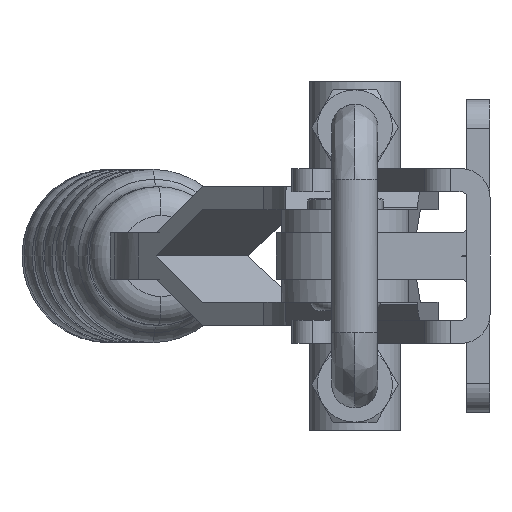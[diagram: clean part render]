
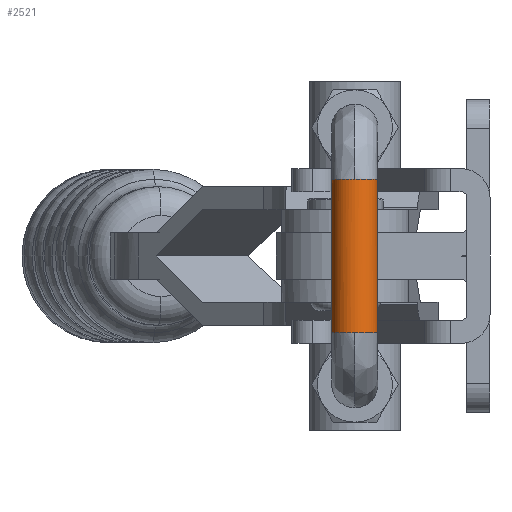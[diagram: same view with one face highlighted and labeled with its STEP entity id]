
A CAD part, left-side view. The second image highlights one B-rep face of the part: STEP entity #2521.
In plain terms, the highlighted cylindrical face has radius 4 mm (diameter 8 mm), a partial arc.
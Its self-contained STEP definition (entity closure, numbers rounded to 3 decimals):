
#615 = LINE ( 'NONE', #616, #1024 ) ;
#616 = CARTESIAN_POINT ( 'NONE',  ( -40.237, -15.39, -4. ) ) ;
#617 = DIRECTION ( 'NONE',  ( 0., 1., 0. ) ) ;
#660 = LINE ( 'NONE', #661, #1033 ) ;
#661 = CARTESIAN_POINT ( 'NONE',  ( -40.237, -15.39, 4. ) ) ;
#662 = DIRECTION ( 'NONE',  ( 0., 1., 0. ) ) ;
#1024 = VECTOR ( 'NONE', #617, 1000. ) ;
#1033 = VECTOR ( 'NONE', #662, 1000. ) ;
#2262 = EDGE_CURVE ( 'NONE', #3542, #3533, #8064, .T. ) ;
#2360 = EDGE_CURVE ( 'NONE', #3533, #3547, #8061, .T. ) ;
#2370 = EDGE_CURVE ( 'NONE', #3545, #3532, #8062, .T. ) ;
#2521 = ADVANCED_FACE ( 'NONE', ( #3959 ), #3956, .T. ) ;
#2571 = EDGE_CURVE ( 'NONE', #3532, #3543, #4607, .T. ) ;
#3069 = CARTESIAN_POINT ( 'NONE',  ( -40.237, -15.39, 4. ) ) ;
#3085 = CARTESIAN_POINT ( 'NONE',  ( -40.259, -15.39, 4. ) ) ;
#3086 = CARTESIAN_POINT ( 'NONE',  ( -40.28, -15.39, 4. ) ) ;
#3087 = CARTESIAN_POINT ( 'NONE',  ( -41.057, -15.39, 3.987 ) ) ;
#3088 = CARTESIAN_POINT ( 'NONE',  ( -41.806, -15.39, 3.749 ) ) ;
#3089 = CARTESIAN_POINT ( 'NONE',  ( -42.967, -15.39, 3. ) ) ;
#3090 = CARTESIAN_POINT ( 'NONE',  ( -43.883, -15.39, 2.003 ) ) ;
#3091 = CARTESIAN_POINT ( 'NONE',  ( -44.237, -15.39, 0.698 ) ) ;
#3092 = CARTESIAN_POINT ( 'NONE',  ( -44.237, -15.39, 0. ) ) ;
#3532 = VERTEX_POINT ( 'NONE', #7899 ) ;
#3533 = VERTEX_POINT ( 'NONE', #7900 ) ;
#3542 = VERTEX_POINT ( 'NONE', #7909 ) ;
#3543 = VERTEX_POINT ( 'NONE', #7910 ) ;
#3545 = VERTEX_POINT ( 'NONE', #7912 ) ;
#3547 = VERTEX_POINT ( 'NONE', #7914 ) ;
#3956 = CYLINDRICAL_SURFACE ( 'NONE', #3966, 4. ) ;
#3959 = FACE_OUTER_BOUND ( 'NONE', #6147, .T. ) ;
#3966 = AXIS2_PLACEMENT_3D ( 'NONE', #5093, #5094, #5095 ) ;
#4607 = B_SPLINE_CURVE_WITH_KNOTS ( 'NONE', 3,
 ( #7545, #7546, #7547, #7548, #7549, #7550, #7551, #7552, #7553 ),
 .UNSPECIFIED., .F., .F.,
 ( 4, 1, 2, 2, 4 ),
 ( 0., 0.333, 0.645, 0.99, 1. ),
 .UNSPECIFIED. ) ;
#5093 = CARTESIAN_POINT ( 'NONE',  ( -40.237, -15.39, 0. ) ) ;
#5094 = DIRECTION ( 'NONE',  ( 0., 1., 0. ) ) ;
#5095 = DIRECTION ( 'NONE',  ( 0., 0., 1. ) ) ;
#6147 = EDGE_LOOP ( 'NONE', ( #8837, #8838, #8807, #8720, #8858, #8860 ) ) ;
#7326 = EDGE_CURVE ( 'NONE', #3547, #3545, #615, .T. ) ;
#7337 = EDGE_CURVE ( 'NONE', #3542, #3543, #660, .T. ) ;
#7545 = CARTESIAN_POINT ( 'NONE',  ( -44.237, 11.11, 0. ) ) ;
#7546 = CARTESIAN_POINT ( 'NONE',  ( -44.237, 11.11, 0.698 ) ) ;
#7547 = CARTESIAN_POINT ( 'NONE',  ( -43.883, 11.11, 2.003 ) ) ;
#7548 = CARTESIAN_POINT ( 'NONE',  ( -42.967, 11.11, 3. ) ) ;
#7549 = CARTESIAN_POINT ( 'NONE',  ( -41.806, 11.11, 3.749 ) ) ;
#7550 = CARTESIAN_POINT ( 'NONE',  ( -41.057, 11.11, 3.987 ) ) ;
#7551 = CARTESIAN_POINT ( 'NONE',  ( -40.28, 11.11, 4. ) ) ;
#7552 = CARTESIAN_POINT ( 'NONE',  ( -40.259, 11.11, 4. ) ) ;
#7553 = CARTESIAN_POINT ( 'NONE',  ( -40.237, 11.11, 4. ) ) ;
#7899 = CARTESIAN_POINT ( 'NONE',  ( -44.237, 11.11, 0. ) ) ;
#7900 = CARTESIAN_POINT ( 'NONE',  ( -44.237, -15.39, 0. ) ) ;
#7909 = CARTESIAN_POINT ( 'NONE',  ( -40.237, -15.39, 4. ) ) ;
#7910 = CARTESIAN_POINT ( 'NONE',  ( -40.237, 11.11, 4. ) ) ;
#7912 = CARTESIAN_POINT ( 'NONE',  ( -40.237, 11.11, -4. ) ) ;
#7914 = CARTESIAN_POINT ( 'NONE',  ( -40.237, -15.39, -4. ) ) ;
#8061 = B_SPLINE_CURVE_WITH_KNOTS ( 'NONE', 3,
 ( #8252, #8253, #8254, #8255, #8256, #8257, #8258 ),
 .UNSPECIFIED., .F., .F.,
 ( 4, 1, 1, 1, 4 ),
 ( 0., 0.374, 0.585, 0.724, 1. ),
 .UNSPECIFIED. ) ;
#8062 = B_SPLINE_CURVE_WITH_KNOTS ( 'NONE', 3,
 ( #8291, #8292, #8293, #8294, #8295, #8296, #8297 ),
 .UNSPECIFIED., .F., .F.,
 ( 4, 1, 1, 1, 4 ),
 ( 0., 0.276, 0.415, 0.626, 1. ),
 .UNSPECIFIED. ) ;
#8064 = B_SPLINE_CURVE_WITH_KNOTS ( 'NONE', 3,
 ( #3069, #3085, #3086, #3087, #3088, #3089, #3090, #3091, #3092 ),
 .UNSPECIFIED., .F., .F.,
 ( 4, 2, 2, 1, 4 ),
 ( 0., 0.01, 0.355, 0.667, 1. ),
 .UNSPECIFIED. ) ;
#8252 = CARTESIAN_POINT ( 'NONE',  ( -44.237, -15.39, 0. ) ) ;
#8253 = CARTESIAN_POINT ( 'NONE',  ( -44.237, -15.39, -0.783 ) ) ;
#8254 = CARTESIAN_POINT ( 'NONE',  ( -43.877, -15.39, -1.963 ) ) ;
#8255 = CARTESIAN_POINT ( 'NONE',  ( -42.873, -15.39, -3.079 ) ) ;
#8256 = CARTESIAN_POINT ( 'NONE',  ( -41.748, -15.39, -3.783 ) ) ;
#8257 = CARTESIAN_POINT ( 'NONE',  ( -40.84, -15.39, -4. ) ) ;
#8258 = CARTESIAN_POINT ( 'NONE',  ( -40.237, -15.39, -4. ) ) ;
#8291 = CARTESIAN_POINT ( 'NONE',  ( -40.237, 11.11, -4. ) ) ;
#8292 = CARTESIAN_POINT ( 'NONE',  ( -40.84, 11.11, -4. ) ) ;
#8293 = CARTESIAN_POINT ( 'NONE',  ( -41.748, 11.11, -3.783 ) ) ;
#8294 = CARTESIAN_POINT ( 'NONE',  ( -42.873, 11.11, -3.079 ) ) ;
#8295 = CARTESIAN_POINT ( 'NONE',  ( -43.877, 11.11, -1.963 ) ) ;
#8296 = CARTESIAN_POINT ( 'NONE',  ( -44.237, 11.11, -0.783 ) ) ;
#8297 = CARTESIAN_POINT ( 'NONE',  ( -44.237, 11.11, 0. ) ) ;
#8720 = ORIENTED_EDGE ( 'NONE', *, *, #7337, .T. ) ;
#8807 = ORIENTED_EDGE ( 'NONE', *, *, #2262, .F. ) ;
#8837 = ORIENTED_EDGE ( 'NONE', *, *, #7326, .F. ) ;
#8838 = ORIENTED_EDGE ( 'NONE', *, *, #2360, .F. ) ;
#8858 = ORIENTED_EDGE ( 'NONE', *, *, #2571, .F. ) ;
#8860 = ORIENTED_EDGE ( 'NONE', *, *, #2370, .F. ) ;
